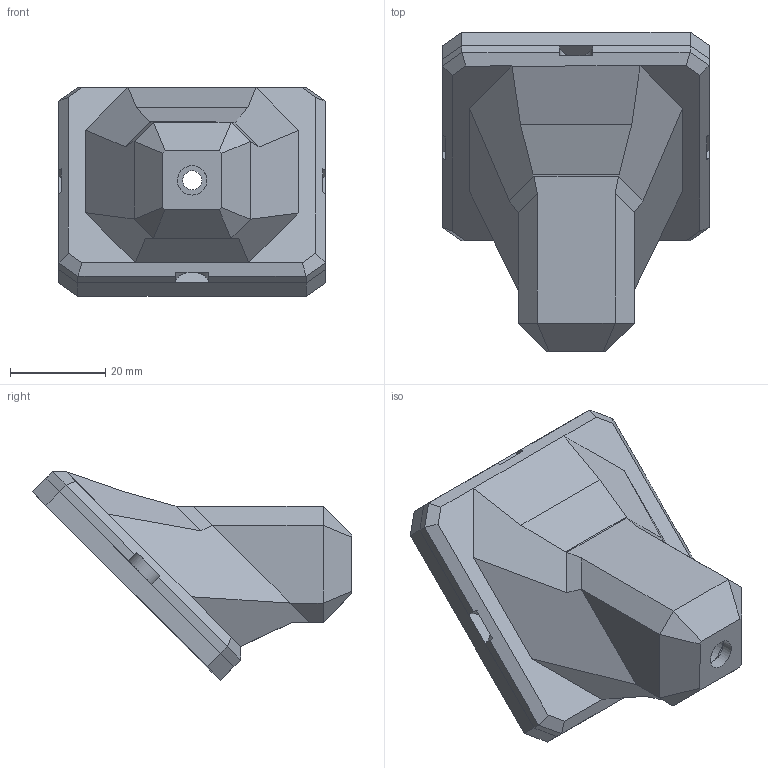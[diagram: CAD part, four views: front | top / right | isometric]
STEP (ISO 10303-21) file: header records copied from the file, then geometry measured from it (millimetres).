
FILE_DESCRIPTION(/* description */ ('','CAx-IF Rec.Pracs.---Representation and Presentation of Product Manufacturing Information (PMI)---4.0---2014-10-13'),/* implementation_level */ '2;1');
FILE_NAME(/* name */ 'Untitled v9.step',/* time_stamp */ '2025-03-21T10:34:41+03:00',/* author */ (''),/* organization */ (''),/* preprocessor_version */ 'ST-DEVELOPER v20',/* originating_system */ 'Autodesk Translation Framework v13.20.0.188',/* authorisation */ '');
FILE_SCHEMA (('AP242_MANAGED_MODEL_BASED_3D_ENGINEERING_MIM_LF { 1 0 10303 442 1 1 4 }'));
Length unit declared in the file: millimetre
Products named in the file (1): Untitled
Bounding box: 56.02 x 67.2 x 43.9 mm (x, y, z)
Volume: 35359.1 mm3; surface area: 20054.6 mm2
Topology: 2 solids, 2 shells, 223 faces, 606 edges, 395 vertices
Faces by surface type: plane 124, cylinder 64, cone 34, torus 1
Full cylindrical faces by diameter (mm): 3.1 x4, 4 x1, 6.1 x16, 6.2 x1, 7 x4, 8.4 x1, 21.856 x1
Entity records: 7228 total; most frequent: CARTESIAN_POINT 1449, DIRECTION 1226, ORIENTED_EDGE 1212, EDGE_CURVE 606, AXIS2_PLACEMENT_3D 460, VERTEX_POINT 395, LINE 306, VECTOR 306
